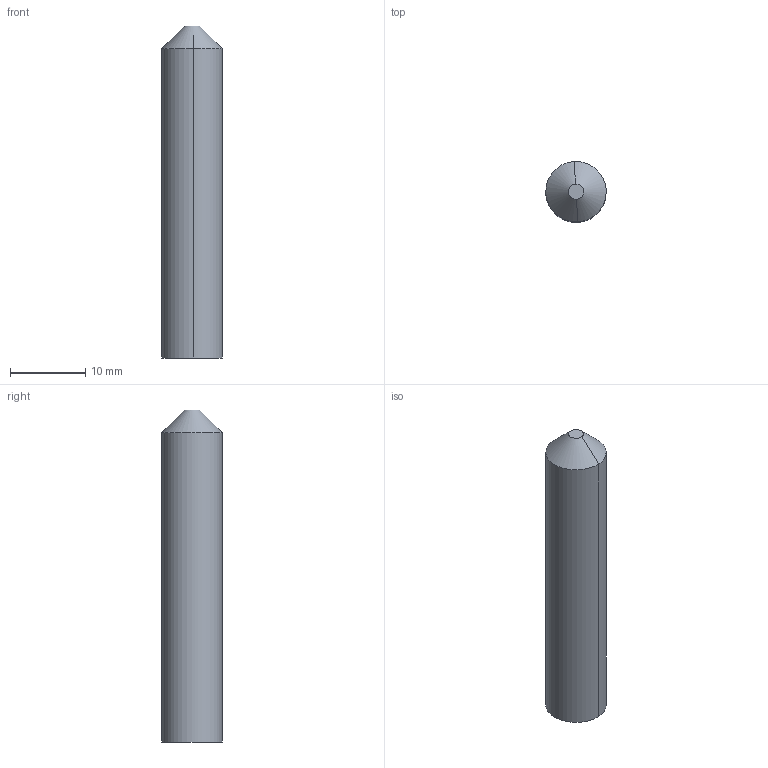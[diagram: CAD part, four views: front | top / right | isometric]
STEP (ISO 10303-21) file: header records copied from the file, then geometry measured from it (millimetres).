
FILE_DESCRIPTION((''),'2;1');
FILE_NAME('','2008-04-30T17:53:59',(''),(''),'','CADfix','');
FILE_SCHEMA(('AUTOMOTIVE_DESIGN { 1 0 10303 214 1 1 1 1 }'));
Length unit declared in the file: millimetre
Bounding box: 8 x 7.99 x 44 mm (x, y, z)
Volume: 1036.2 mm3; surface area: 1894.5 mm2
Topology: 1 solids, 1 shells, 9 faces, 26 edges, 20 vertices
Faces by surface type: bspline 9
Entity records: 338 total; most frequent: CARTESIAN_POINT 184, ORIENTED_EDGE 52, EDGE_CURVE 26, VERTEX_POINT 20, EDGE_LOOP 10, FACE_OUTER_BOUND 9, ADVANCED_FACE 9, QUASI_UNIFORM_CURVE 6
